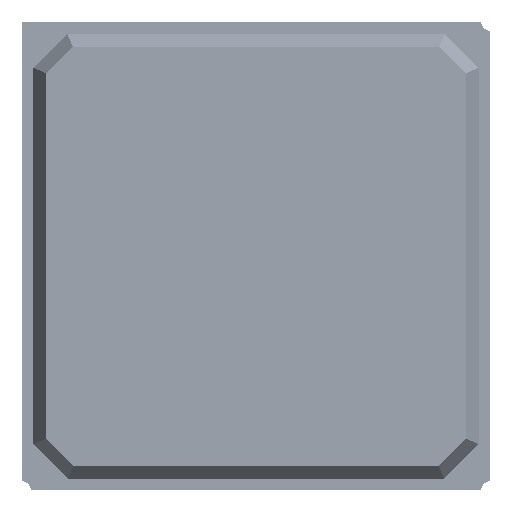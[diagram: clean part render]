
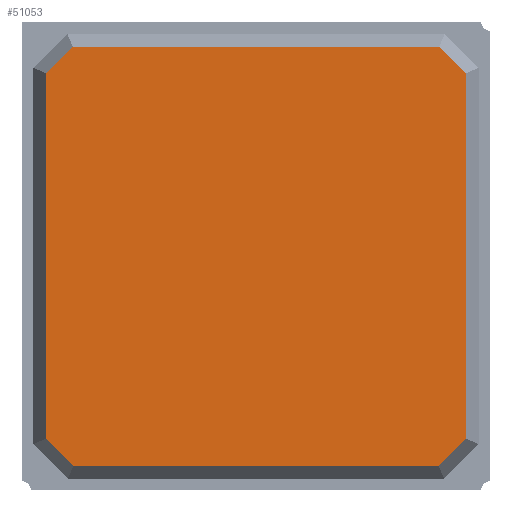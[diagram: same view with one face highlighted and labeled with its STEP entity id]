
A CAD part, top view. The second image highlights one B-rep face of the part: STEP entity #51053.
In plain terms, the highlighted planar face has unit normal (0, 0, 1).
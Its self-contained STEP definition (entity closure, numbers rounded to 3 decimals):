
#50789=CARTESIAN_POINT('',(12.105,-10.542,2.54));
#50790=VERTEX_POINT('',#50789);
#50797=CARTESIAN_POINT('',(10.542,-12.105,2.54));
#50798=VERTEX_POINT('',#50797);
#50799=CARTESIAN_POINT('',(12.105,-10.542,2.54));
#50800=DIRECTION('',(-0.707,-0.707,0.));
#50801=VECTOR('',#50800,2.211);
#50802=LINE('',#50799,#50801);
#50803=EDGE_CURVE('',#50798,#50790,#50802,.F.);
#50828=CARTESIAN_POINT('',(-10.542,-12.105,2.54));
#50829=VERTEX_POINT('',#50828);
#50830=CARTESIAN_POINT('',(10.542,-12.105,2.54));
#50831=DIRECTION('',(-1.0,0.0,0.0));
#50832=VECTOR('',#50831,21.083);
#50833=LINE('',#50830,#50832);
#50834=EDGE_CURVE('',#50829,#50798,#50833,.F.);
#50859=CARTESIAN_POINT('',(-12.105,-10.542,2.54));
#50860=VERTEX_POINT('',#50859);
#50861=CARTESIAN_POINT('',(-10.542,-12.105,2.54));
#50862=DIRECTION('',(-0.707,0.707,0.));
#50863=VECTOR('',#50862,2.211);
#50864=LINE('',#50861,#50863);
#50865=EDGE_CURVE('',#50860,#50829,#50864,.F.);
#50890=CARTESIAN_POINT('',(-12.105,10.542,2.54));
#50891=VERTEX_POINT('',#50890);
#50892=CARTESIAN_POINT('',(-12.105,-10.542,2.54));
#50893=DIRECTION('',(0.0,1.0,0.0));
#50894=VECTOR('',#50893,21.083);
#50895=LINE('',#50892,#50894);
#50896=EDGE_CURVE('',#50891,#50860,#50895,.F.);
#50921=CARTESIAN_POINT('',(-10.576,12.071,2.54));
#50922=VERTEX_POINT('',#50921);
#50923=CARTESIAN_POINT('',(-12.105,10.542,2.54));
#50924=DIRECTION('',(0.707,0.707,0.));
#50925=VECTOR('',#50924,2.162);
#50926=LINE('',#50923,#50925);
#50927=EDGE_CURVE('',#50922,#50891,#50926,.F.);
#50952=CARTESIAN_POINT('',(10.576,12.071,2.54));
#50953=VERTEX_POINT('',#50952);
#50954=CARTESIAN_POINT('',(-10.576,12.071,2.54));
#50955=DIRECTION('',(1.0,0.0,0.0));
#50956=VECTOR('',#50955,21.152);
#50957=LINE('',#50954,#50956);
#50958=EDGE_CURVE('',#50953,#50922,#50957,.F.);
#50983=CARTESIAN_POINT('',(12.105,10.542,2.54));
#50984=VERTEX_POINT('',#50983);
#50985=CARTESIAN_POINT('',(10.576,12.071,2.54));
#50986=DIRECTION('',(0.707,-0.707,0.));
#50987=VECTOR('',#50986,2.162);
#50988=LINE('',#50985,#50987);
#50989=EDGE_CURVE('',#50984,#50953,#50988,.F.);
#51012=CARTESIAN_POINT('',(12.105,10.542,2.54));
#51013=DIRECTION('',(0.0,-1.0,0.0));
#51014=VECTOR('',#51013,21.083);
#51015=LINE('',#51012,#51014);
#51016=EDGE_CURVE('',#50790,#50984,#51015,.F.);
#51038=CARTESIAN_POINT('',(13.5,13.5,2.54));
#51039=DIRECTION('',(0.0,0.0,-1.0));
#51040=DIRECTION('',(0.0,-1.0,0.0));
#51041=AXIS2_PLACEMENT_3D('',#51038,#51039,#51040);
#51042=PLANE('',#51041);
#51043=ORIENTED_EDGE('',*,*,#51016,.T.);
#51044=ORIENTED_EDGE('',*,*,#50989,.T.);
#51045=ORIENTED_EDGE('',*,*,#50958,.T.);
#51046=ORIENTED_EDGE('',*,*,#50927,.T.);
#51047=ORIENTED_EDGE('',*,*,#50896,.T.);
#51048=ORIENTED_EDGE('',*,*,#50865,.T.);
#51049=ORIENTED_EDGE('',*,*,#50834,.T.);
#51050=ORIENTED_EDGE('',*,*,#50803,.T.);
#51051=EDGE_LOOP('',(#51043,#51044,#51045,#51046,#51047,#51048,#51049,#51050));
#51052=FACE_OUTER_BOUND('',#51051,.T.);
#51053=ADVANCED_FACE('',(#51052),#51042,.F.);
